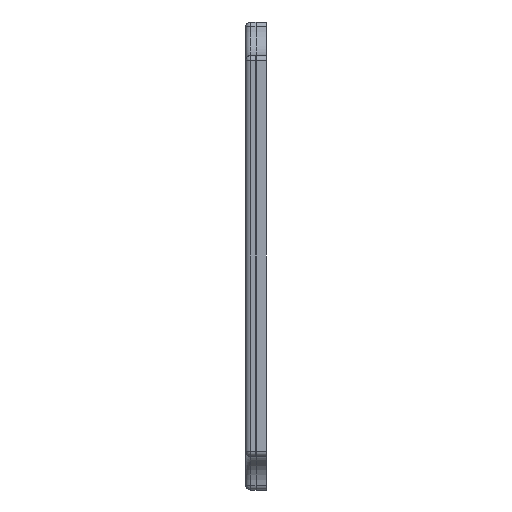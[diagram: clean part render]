
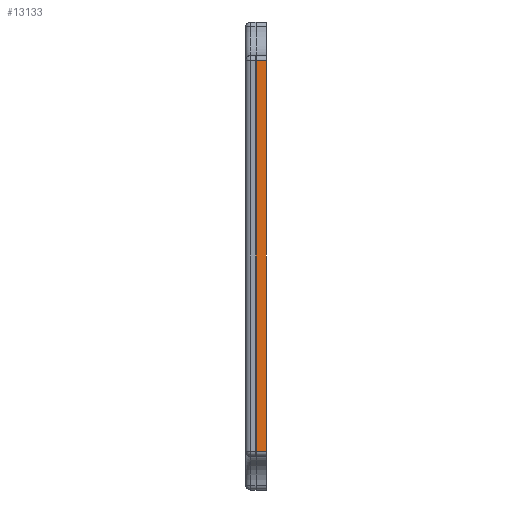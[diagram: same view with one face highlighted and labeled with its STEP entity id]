
A CAD part, left-side view. The second image highlights one B-rep face of the part: STEP entity #13133.
In plain terms, the highlighted planar face has unit normal (-1, 0, 0).
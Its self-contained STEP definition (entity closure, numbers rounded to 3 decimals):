
#1833=PLANE('',#13354);
#2528=FACE_OUTER_BOUND('',#3263,.T.);
#3263=EDGE_LOOP('',(#12195,#12196,#12197,#12198));
#4041=LINE('',#26987,#4812);
#4042=LINE('',#26989,#4813);
#4043=LINE('',#26991,#4814);
#4044=LINE('',#26992,#4815);
#4812=VECTOR('',#14520,10.);
#4813=VECTOR('',#14521,1000.);
#4814=VECTOR('',#14522,10.);
#4815=VECTOR('',#14523,1000.);
#6270=VERTEX_POINT('',#26985);
#6271=VERTEX_POINT('',#26986);
#6272=VERTEX_POINT('',#26988);
#6273=VERTEX_POINT('',#26990);
#8279=EDGE_CURVE('',#6270,#6271,#4041,.T.);
#8280=EDGE_CURVE('',#6271,#6272,#4042,.T.);
#8281=EDGE_CURVE('',#6273,#6272,#4043,.T.);
#8282=EDGE_CURVE('',#6273,#6270,#4044,.T.);
#12195=ORIENTED_EDGE('',*,*,#8279,.T.);
#12196=ORIENTED_EDGE('',*,*,#8280,.T.);
#12197=ORIENTED_EDGE('',*,*,#8281,.F.);
#12198=ORIENTED_EDGE('',*,*,#8282,.T.);
#13133=ADVANCED_FACE('',(#2528),#1833,.F.);
#13354=AXIS2_PLACEMENT_3D('',#26984,#14518,#14519);
#14518=DIRECTION('center_axis',(1.,0.,0.));
#14519=DIRECTION('ref_axis',(0.,0.,-1.));
#14520=DIRECTION('',(0.,0.,-1.));
#14521=DIRECTION('',(0.,-1.,0.));
#14522=DIRECTION('',(0.,0.,-1.));
#14523=DIRECTION('',(0.,1.,0.));
#26984=CARTESIAN_POINT('Origin',(-128.64,0.,0.));
#26985=CARTESIAN_POINT('',(-128.64,1.,37.542));
#26986=CARTESIAN_POINT('',(-128.64,1.,-37.181));
#26987=CARTESIAN_POINT('',(-128.64,1.,-22.35));
#26988=CARTESIAN_POINT('',(-128.64,-1.,-37.181));
#26989=CARTESIAN_POINT('',(-128.64,0.,-37.181));
#26990=CARTESIAN_POINT('',(-128.64,-1.,37.542));
#26991=CARTESIAN_POINT('',(-128.64,-1.,-22.35));
#26992=CARTESIAN_POINT('',(-128.64,3.,37.542));
